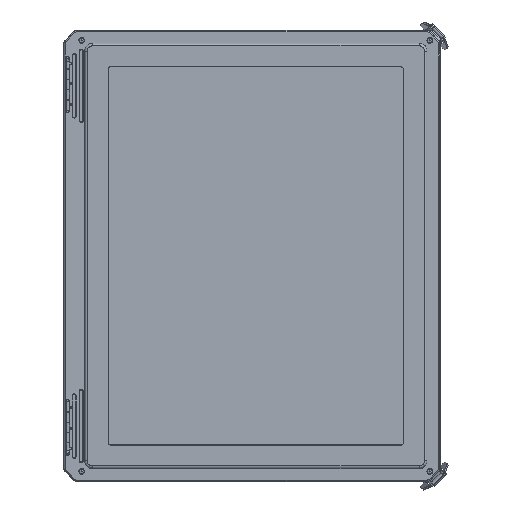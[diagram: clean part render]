
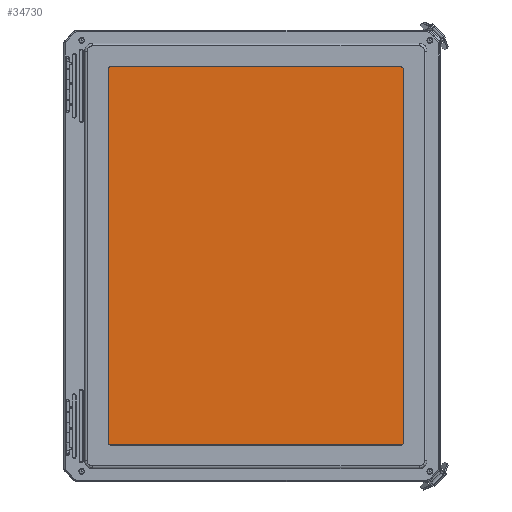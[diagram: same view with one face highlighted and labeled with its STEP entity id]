
A CAD part, top view. The second image highlights one B-rep face of the part: STEP entity #34730.
In plain terms, the highlighted face is planar.
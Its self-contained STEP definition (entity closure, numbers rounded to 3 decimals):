
#4793=LINE('',#80614,#7309);
#4797=LINE('',#80623,#7313);
#4800=LINE('',#80631,#7316);
#4803=LINE('',#80639,#7319);
#7309=VECTOR('',#48773,14.);
#7313=VECTOR('',#48783,18.);
#7316=VECTOR('',#48792,14.);
#7319=VECTOR('',#48801,18.);
#8194=PLANE('',#38810);
#10375=FACE_OUTER_BOUND('',#12631,.T.);
#12631=EDGE_LOOP('',(#31732,#31733,#31734,#31735,#31736,#31737,#31738,#31739));
#14135=CIRCLE('',#38800,0.115);
#14136=CIRCLE('',#38803,0.115);
#14137=CIRCLE('',#38806,0.115);
#14138=CIRCLE('',#38809,0.115);
#17116=VERTEX_POINT('',#80611);
#17117=VERTEX_POINT('',#80613);
#17118=VERTEX_POINT('',#80617);
#17119=VERTEX_POINT('',#80621);
#17120=VERTEX_POINT('',#80625);
#17121=VERTEX_POINT('',#80629);
#17122=VERTEX_POINT('',#80633);
#17123=VERTEX_POINT('',#80637);
#22021=EDGE_CURVE('',#17116,#17117,#4793,.T.);
#22024=EDGE_CURVE('',#17118,#17116,#14135,.T.);
#22026=EDGE_CURVE('',#17119,#17118,#4797,.T.);
#22028=EDGE_CURVE('',#17120,#17119,#14136,.T.);
#22030=EDGE_CURVE('',#17121,#17120,#4800,.T.);
#22032=EDGE_CURVE('',#17122,#17121,#14137,.T.);
#22034=EDGE_CURVE('',#17123,#17122,#4803,.T.);
#22035=EDGE_CURVE('',#17117,#17123,#14138,.T.);
#31732=ORIENTED_EDGE('',*,*,#22035,.F.);
#31733=ORIENTED_EDGE('',*,*,#22021,.F.);
#31734=ORIENTED_EDGE('',*,*,#22024,.F.);
#31735=ORIENTED_EDGE('',*,*,#22026,.F.);
#31736=ORIENTED_EDGE('',*,*,#22028,.F.);
#31737=ORIENTED_EDGE('',*,*,#22030,.F.);
#31738=ORIENTED_EDGE('',*,*,#22032,.F.);
#31739=ORIENTED_EDGE('',*,*,#22034,.F.);
#34730=ADVANCED_FACE('',(#10375),#8194,.F.);
#38800=AXIS2_PLACEMENT_3D('',#80619,#48778,#48779);
#38803=AXIS2_PLACEMENT_3D('',#80627,#48787,#48788);
#38806=AXIS2_PLACEMENT_3D('',#80635,#48796,#48797);
#38809=AXIS2_PLACEMENT_3D('',#80641,#48804,#48805);
#38810=AXIS2_PLACEMENT_3D('',#80642,#48806,#48807);
#48773=DIRECTION('',(-1.,0.,0.));
#48778=DIRECTION('center_axis',(0.,0.,1.));
#48779=DIRECTION('ref_axis',(1.,0.,0.));
#48783=DIRECTION('',(0.,1.,0.));
#48787=DIRECTION('center_axis',(0.,0.,1.));
#48788=DIRECTION('ref_axis',(0.,-1.,0.));
#48792=DIRECTION('',(1.,0.,0.));
#48796=DIRECTION('center_axis',(0.,0.,1.));
#48797=DIRECTION('ref_axis',(-1.,0.,0.));
#48801=DIRECTION('',(0.,-1.,0.));
#48804=DIRECTION('center_axis',(0.,0.,1.));
#48805=DIRECTION('ref_axis',(0.,1.,0.));
#48806=DIRECTION('center_axis',(0.,0.,1.));
#48807=DIRECTION('ref_axis',(1.,0.,0.));
#80611=CARTESIAN_POINT('',(7.,9.115,0.));
#80613=CARTESIAN_POINT('',(-7.,9.115,0.));
#80614=CARTESIAN_POINT('',(7.,9.115,0.));
#80617=CARTESIAN_POINT('',(7.115,9.,0.));
#80619=CARTESIAN_POINT('Origin',(7.,9.,0.));
#80621=CARTESIAN_POINT('',(7.115,-9.,0.));
#80623=CARTESIAN_POINT('',(7.115,-9.,0.));
#80625=CARTESIAN_POINT('',(7.,-9.115,0.));
#80627=CARTESIAN_POINT('Origin',(7.,-9.,0.));
#80629=CARTESIAN_POINT('',(-7.,-9.115,0.));
#80631=CARTESIAN_POINT('',(-7.,-9.115,0.));
#80633=CARTESIAN_POINT('',(-7.115,-9.,0.));
#80635=CARTESIAN_POINT('Origin',(-7.,-9.,0.));
#80637=CARTESIAN_POINT('',(-7.115,9.,0.));
#80639=CARTESIAN_POINT('',(-7.115,9.,0.));
#80641=CARTESIAN_POINT('Origin',(-7.,9.,0.));
#80642=CARTESIAN_POINT('Origin',(0.,0.,0.));
